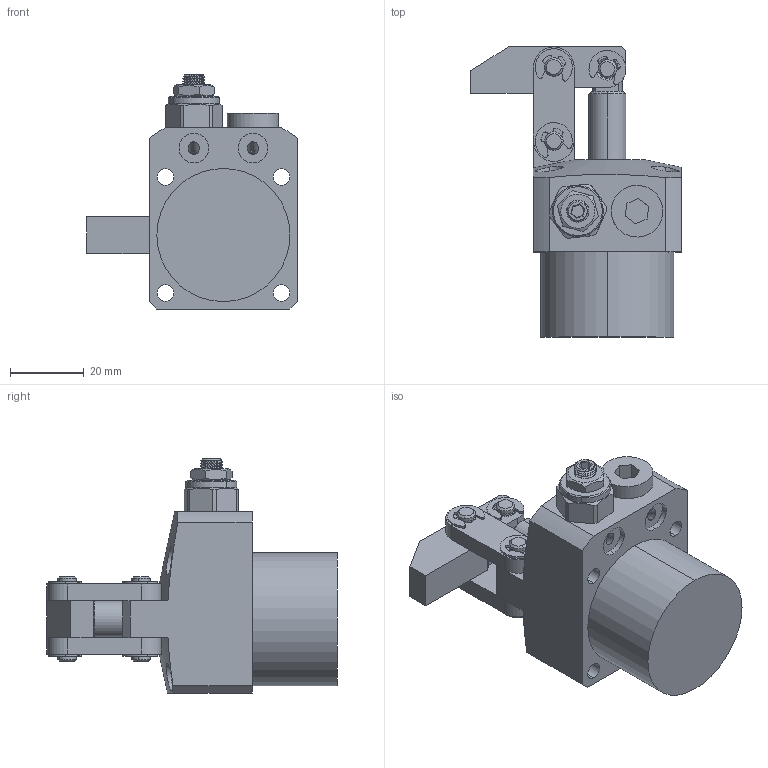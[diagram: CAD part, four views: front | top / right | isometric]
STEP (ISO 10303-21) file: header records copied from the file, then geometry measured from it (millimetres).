
FILE_DESCRIPTION (( 'STEP AP203' ), '1' );
FILE_NAME ('CLKA-036CL杠杆油压缸三维图.STEP', '2019-04-16T08:27:59', ( 'User' ), ( 'china' ), 'SwSTEP 2.0', 'SolidWorks 2018', '' );
FILE_SCHEMA (( 'CONFIG_CONTROL_DESIGN' ));
Length unit declared in the file: millimetre
Products named in the file (11): 酗种4_1; 傻种4_1; 蟀裝4_1; 囀鞠褒黑芛郔陔1-8; 活塞杆4_1; CZL10覃厒概555; 036GL掛极; CLKA-036CL杠杆油压缸三维图; 揤旋4_1; 4开口挡圈5×0．6[GB／T 896-86]_1; 蟀裝3_2
Assembly tree (16 placements, depth 2):
  CLKA-036CL杠杆油压缸三维图
    蟀裝4_1
    活塞杆4_1
    揤旋4_1
    4开口挡圈5×0．6[GB／T 896-86]_1  x6
    蟀裝3_2
    酗种4_1  x2
    傻种4_1
    囀鞠褒黑芛郔陔1-8
    CZL10覃厒概555
    036GL掛极
Bounding box: 57 x 78.5 x 63.3 mm (x, y, z)
Volume: 70529.2 mm3; surface area: 27504.5 mm2
Topology: 18 solids, 18 shells, 597 faces, 1550 edges, 1001 vertices
Faces by surface type: cylinder 309, plane 170, cone 81, bspline 37
Entity records: 22790 total; most frequent: CARTESIAN_POINT 10821, ORIENTED_EDGE 2324, DIRECTION 2156, EDGE_CURVE 1162, AXIS2_PLACEMENT_3D 846, VERTEX_POINT 749, EDGE_LOOP 519, VECTOR 464
